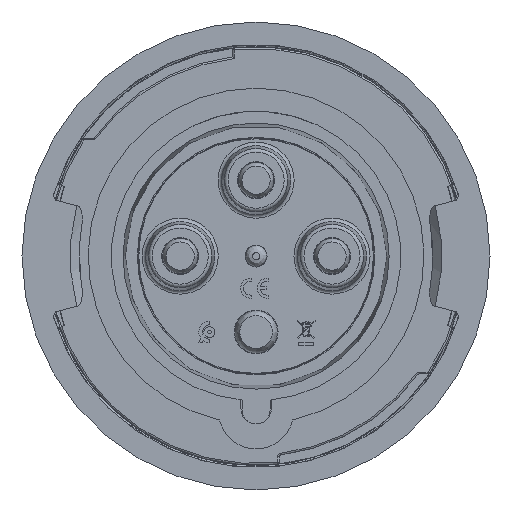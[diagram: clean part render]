
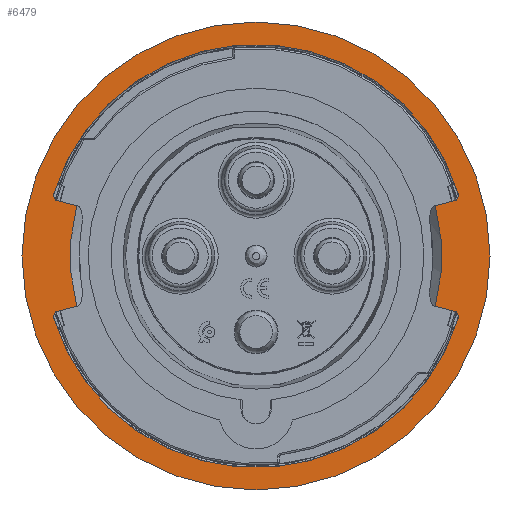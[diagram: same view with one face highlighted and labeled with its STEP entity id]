
A CAD part, front view. The second image highlights one B-rep face of the part: STEP entity #6479.
In plain terms, the highlighted planar face has unit normal (0, -1, 0).
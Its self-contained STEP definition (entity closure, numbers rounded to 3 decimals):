
#1785=PLANE('',#46057);
#6479=ADVANCED_FACE('',(#9144,#9145),#1785,.T.);
#9144=FACE_BOUND('',#11036,.T.);
#9145=FACE_BOUND('',#11037,.T.);
#11036=EDGE_LOOP('',(#25306,#25307,#25308,#25309,#25310,#25311,#25312,#25313,
#25314,#25315,#25316,#25317));
#11037=EDGE_LOOP('',(#25318));
#13718=LINE('',#79161,#15941);
#13721=LINE('',#79180,#15944);
#13723=LINE('',#79242,#15946);
#13724=LINE('',#79244,#15947);
#13732=LINE('',#79545,#15955);
#13734=LINE('',#79606,#15957);
#13737=LINE('',#79683,#15960);
#13742=LINE('',#79735,#15965);
#15941=VECTOR('',#53935,1.);
#15944=VECTOR('',#53940,1.);
#15946=VECTOR('',#53942,1.);
#15947=VECTOR('',#53945,1.);
#15955=VECTOR('',#53963,1.);
#15957=VECTOR('',#53971,1.);
#15960=VECTOR('',#53974,1.);
#15965=VECTOR('',#53991,1.);
#18104=CIRCLE('',#45932,65.5);
#18159=CIRCLE('',#46006,54.358);
#18162=CIRCLE('',#46013,54.358);
#18174=CIRCLE('',#46055,59.25);
#18175=CIRCLE('',#46056,59.25);
#25306=ORIENTED_EDGE('',*,*,#38795,.T.);
#25307=ORIENTED_EDGE('',*,*,#38825,.T.);
#25308=ORIENTED_EDGE('',*,*,#38818,.T.);
#25309=ORIENTED_EDGE('',*,*,#38874,.F.);
#25310=ORIENTED_EDGE('',*,*,#38848,.F.);
#25311=ORIENTED_EDGE('',*,*,#38862,.F.);
#25312=ORIENTED_EDGE('',*,*,#38781,.T.);
#25313=ORIENTED_EDGE('',*,*,#38853,.T.);
#25314=ORIENTED_EDGE('',*,*,#38843,.T.);
#25315=ORIENTED_EDGE('',*,*,#38875,.F.);
#25316=ORIENTED_EDGE('',*,*,#38822,.T.);
#25317=ORIENTED_EDGE('',*,*,#38826,.F.);
#25318=ORIENTED_EDGE('',*,*,#38592,.T.);
#33485=VERTEX_POINT('',#77724);
#33651=VERTEX_POINT('',#79039);
#33652=VERTEX_POINT('',#79041);
#33661=VERTEX_POINT('',#79086);
#33662=VERTEX_POINT('',#79088);
#33675=VERTEX_POINT('',#79160);
#33676=VERTEX_POINT('',#79162);
#33679=VERTEX_POINT('',#79179);
#33680=VERTEX_POINT('',#79181);
#33689=VERTEX_POINT('',#79544);
#33690=VERTEX_POINT('',#79546);
#33693=VERTEX_POINT('',#79607);
#33694=VERTEX_POINT('',#79608);
#38592=EDGE_CURVE('',#33485,#33485,#18104,.T.);
#38781=EDGE_CURVE('',#33652,#33651,#18159,.T.);
#38795=EDGE_CURVE('',#33662,#33661,#18162,.T.);
#38818=EDGE_CURVE('',#33676,#33675,#13718,.T.);
#38822=EDGE_CURVE('',#33680,#33679,#13721,.T.);
#38825=EDGE_CURVE('',#33661,#33676,#13723,.T.);
#38826=EDGE_CURVE('',#33662,#33679,#13724,.T.);
#38843=EDGE_CURVE('',#33690,#33689,#13732,.T.);
#38848=EDGE_CURVE('',#33693,#33694,#13734,.T.);
#38853=EDGE_CURVE('',#33651,#33690,#13737,.T.);
#38862=EDGE_CURVE('',#33652,#33693,#13742,.T.);
#38874=EDGE_CURVE('',#33694,#33675,#18174,.T.);
#38875=EDGE_CURVE('',#33680,#33689,#18175,.T.);
#45932=AXIS2_PLACEMENT_3D('',#77723,#53694,#53695);
#46006=AXIS2_PLACEMENT_3D('',#79040,#53873,#53874);
#46013=AXIS2_PLACEMENT_3D('',#79087,#53893,#53894);
#46055=AXIS2_PLACEMENT_3D('',#79976,#54012,#54013);
#46056=AXIS2_PLACEMENT_3D('',#79977,#54014,#54015);
#46057=AXIS2_PLACEMENT_3D('',#79978,#54016,#54017);
#53694=DIRECTION('',(0.,-1.,0.));
#53695=DIRECTION('',(0.,0.,1.));
#53873=DIRECTION('',(0.,1.,0.));
#53874=DIRECTION('',(-0.966,0.,-0.259));
#53893=DIRECTION('',(0.,1.,0.));
#53894=DIRECTION('',(0.966,0.,0.259));
#53935=DIRECTION('',(0.492,0.,-0.871));
#53940=DIRECTION('',(-0.492,0.,-0.871));
#53942=DIRECTION('',(0.966,0.,-0.259));
#53945=DIRECTION('',(0.966,0.,0.259));
#53963=DIRECTION('',(-0.492,0.,0.871));
#53971=DIRECTION('',(-0.492,0.,-0.871));
#53974=DIRECTION('',(-0.966,0.,0.259));
#53991=DIRECTION('',(-0.966,0.,-0.259));
#54012=DIRECTION('',(0.,-1.,0.));
#54013=DIRECTION('',(-1.,0.,0.));
#54014=DIRECTION('',(0.,-1.,0.));
#54015=DIRECTION('',(-1.,0.,0.));
#54016=DIRECTION('',(0.,-1.,0.));
#54017=DIRECTION('',(0.,0.,1.));
#77723=CARTESIAN_POINT('',(-0.022,-160.265,0.022));
#77724=CARTESIAN_POINT('',(-0.022,-160.265,65.522));
#79039=CARTESIAN_POINT('',(-50.17,-160.265,14.091));
#79040=CARTESIAN_POINT('',(2.335,-160.265,0.022));
#79041=CARTESIAN_POINT('',(-50.17,-160.265,-14.046));
#79086=CARTESIAN_POINT('',(50.125,-160.265,-14.046));
#79087=CARTESIAN_POINT('',(-2.38,-160.265,0.022));
#79088=CARTESIAN_POINT('',(50.125,-160.265,14.091));
#79160=CARTESIAN_POINT('',(56.771,-160.265,-16.862));
#79161=CARTESIAN_POINT('',(56.082,-160.265,-15.642));
#79162=CARTESIAN_POINT('',(56.082,-160.265,-15.642));
#79179=CARTESIAN_POINT('',(56.082,-160.265,15.687));
#79180=CARTESIAN_POINT('',(56.771,-160.265,16.907));
#79181=CARTESIAN_POINT('',(56.771,-160.265,16.907));
#79242=CARTESIAN_POINT('',(50.125,-160.265,-14.046));
#79244=CARTESIAN_POINT('',(50.125,-160.265,14.091));
#79544=CARTESIAN_POINT('',(-56.816,-160.265,16.907));
#79545=CARTESIAN_POINT('',(-56.127,-160.265,15.687));
#79546=CARTESIAN_POINT('',(-56.127,-160.265,15.687));
#79606=CARTESIAN_POINT('',(-56.127,-160.265,-15.642));
#79607=CARTESIAN_POINT('',(-56.127,-160.265,-15.642));
#79608=CARTESIAN_POINT('',(-56.816,-160.265,-16.862));
#79683=CARTESIAN_POINT('',(-50.17,-160.265,14.091));
#79735=CARTESIAN_POINT('',(-50.17,-160.265,-14.046));
#79976=CARTESIAN_POINT('',(-0.022,-160.265,0.022));
#79977=CARTESIAN_POINT('',(-0.022,-160.265,0.022));
#79978=CARTESIAN_POINT('',(-65.069,-160.265,64.283));
